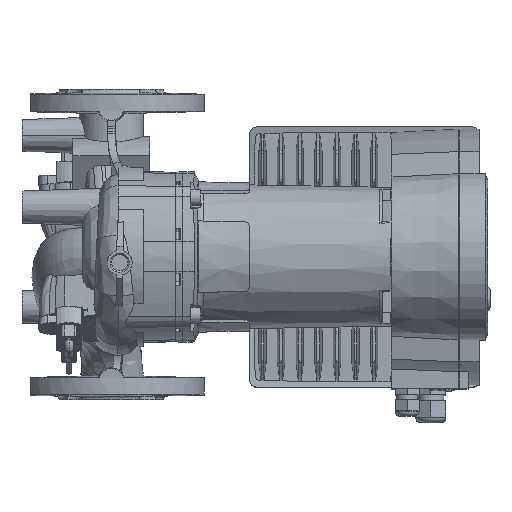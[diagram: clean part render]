
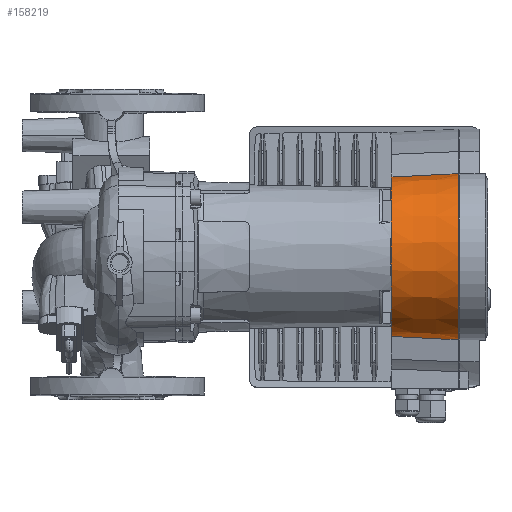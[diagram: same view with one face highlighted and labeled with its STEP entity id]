
A CAD part, top view. The second image highlights one B-rep face of the part: STEP entity #158219.
In plain terms, the highlighted conical face has half-angle 3 degrees and reference radius 67 mm.
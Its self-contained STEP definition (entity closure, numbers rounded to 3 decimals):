
#23523 = CARTESIAN_POINT ( 'NONE',  ( 210.5, -64.17, 0. ) ) ;
#23548 = CARTESIAN_POINT ( 'NONE',  ( 210.5, 64.17, 0. ) ) ;
#23555 = CARTESIAN_POINT ( 'NONE',  ( 216.298, 64.474, 0. ) ) ;
#23556 = CARTESIAN_POINT ( 'NONE',  ( 264.5, 66.966, 2.126 ) ) ;
#23571 = CARTESIAN_POINT ( 'NONE',  ( 216.298, -64.474, 0. ) ) ;
#23586 = CARTESIAN_POINT ( 'NONE',  ( 264.5, -66.966, 2.126 ) ) ;
#42071 = AXIS2_PLACEMENT_3D ( 'NONE', #176668, #176670, #176672 ) ;
#42075 = CIRCLE ( 'NONE', #42071, 67. ) ;
#42081 = AXIS2_PLACEMENT_3D ( 'NONE', #176646, #176648, #176650 ) ;
#42084 = VECTOR ( 'NONE', #176652, 1000. ) ;
#42092 = CIRCLE ( 'NONE', #42081, 64.17 ) ;
#42095 = VECTOR ( 'NONE', #176629, 1000. ) ;
#90660 = CONICAL_SURFACE ( 'NONE', #90664, 67., 0.052 ) ;
#90664 = AXIS2_PLACEMENT_3D ( 'NONE', #185617, #185613, #185661 ) ;
#122041 = EDGE_LOOP ( 'NONE', ( #142474, #142472, #142471, #142470, #142468, #142467 ) ) ;
#126785 = VERTEX_POINT ( 'NONE', #23523 ) ;
#126827 = VERTEX_POINT ( 'NONE', #23548 ) ;
#126836 = VERTEX_POINT ( 'NONE', #23556 ) ;
#126842 = VERTEX_POINT ( 'NONE', #23555 ) ;
#126875 = VERTEX_POINT ( 'NONE', #23571 ) ;
#126902 = VERTEX_POINT ( 'NONE', #23586 ) ;
#142467 = ORIENTED_EDGE ( 'NONE', *, *, #155608, .F. ) ;
#142468 = ORIENTED_EDGE ( 'NONE', *, *, #155596, .F. ) ;
#142470 = ORIENTED_EDGE ( 'NONE', *, *, #155584, .T. ) ;
#142471 = ORIENTED_EDGE ( 'NONE', *, *, #155583, .T. ) ;
#142472 = ORIENTED_EDGE ( 'NONE', *, *, #155581, .T. ) ;
#142474 = ORIENTED_EDGE ( 'NONE', *, *, #155569, .F. ) ;
#155569 = EDGE_CURVE ( 'NONE', #126827, #126842, #176620, .T. ) ;
#155581 = EDGE_CURVE ( 'NONE', #126827, #126785, #42092, .T. ) ;
#155583 = EDGE_CURVE ( 'NONE', #126785, #126875, #176644, .T. ) ;
#155584 = EDGE_CURVE ( 'NONE', #126875, #126902, #194047, .T. ) ;
#155596 = EDGE_CURVE ( 'NONE', #126836, #126902, #42075, .T. ) ;
#155608 = EDGE_CURVE ( 'NONE', #126842, #126836, #194051, .T. ) ;
#158219 = ADVANCED_FACE ( 'NONE', ( #185619 ), #90660, .T. ) ;
#176611 = CARTESIAN_POINT ( 'NONE',  ( 264.5, 67., 0. ) ) ;
#176620 = LINE ( 'NONE', #176611, #42095 ) ;
#176629 = DIRECTION ( 'NONE',  ( 0.999, 0.052, 0. ) ) ;
#176631 = CARTESIAN_POINT ( 'NONE',  ( 264.5, -67., 0. ) ) ;
#176639 = CARTESIAN_POINT ( 'NONE',  ( 216.298, -64.474, 0. ) ) ;
#176642 = CARTESIAN_POINT ( 'NONE',  ( 232.365, -65.316, 0.707 ) ) ;
#176644 = LINE ( 'NONE', #176631, #42084 ) ;
#176646 = CARTESIAN_POINT ( 'NONE',  ( 210.5, 0., 0. ) ) ;
#176648 = DIRECTION ( 'NONE',  ( 1., 0., 0. ) ) ;
#176650 = DIRECTION ( 'NONE',  ( 0., -1., 0. ) ) ;
#176652 = DIRECTION ( 'NONE',  ( 0.999, -0.052, 0. ) ) ;
#176658 = CARTESIAN_POINT ( 'NONE',  ( 248.432, -66.146, 1.415 ) ) ;
#176660 = CARTESIAN_POINT ( 'NONE',  ( 264.5, -66.966, 2.126 ) ) ;
#176663 = CARTESIAN_POINT ( 'NONE',  ( 232.365, 65.316, 0.707 ) ) ;
#176665 = CARTESIAN_POINT ( 'NONE',  ( 216.298, 64.474, 0. ) ) ;
#176668 = CARTESIAN_POINT ( 'NONE',  ( 264.5, 0., 0. ) ) ;
#176670 = DIRECTION ( 'NONE',  ( 1., 0., 0. ) ) ;
#176672 = DIRECTION ( 'NONE',  ( 0., -1., 0. ) ) ;
#176676 = CARTESIAN_POINT ( 'NONE',  ( 248.432, 66.146, 1.415 ) ) ;
#176678 = CARTESIAN_POINT ( 'NONE',  ( 264.5, 66.966, 2.126 ) ) ;
#185613 = DIRECTION ( 'NONE',  ( 1., 0., 0. ) ) ;
#185617 = CARTESIAN_POINT ( 'NONE',  ( 264.5, 0., 0. ) ) ;
#185619 = FACE_OUTER_BOUND ( 'NONE', #122041, .T. ) ;
#185661 = DIRECTION ( 'NONE',  ( 0., -1., 0. ) ) ;
#194047 = B_SPLINE_CURVE_WITH_KNOTS ( 'NONE', 3,
 ( #176639, #176642, #176658, #176660 ),
 .UNSPECIFIED., .F., .F.,
 ( 4, 4 ),
 ( 0.006, 0.054 ),
 .UNSPECIFIED. ) ;
#194051 = B_SPLINE_CURVE_WITH_KNOTS ( 'NONE', 3,
 ( #176665, #176663, #176676, #176678 ),
 .UNSPECIFIED., .F., .F.,
 ( 4, 4 ),
 ( 0.006, 0.054 ),
 .UNSPECIFIED. ) ;
